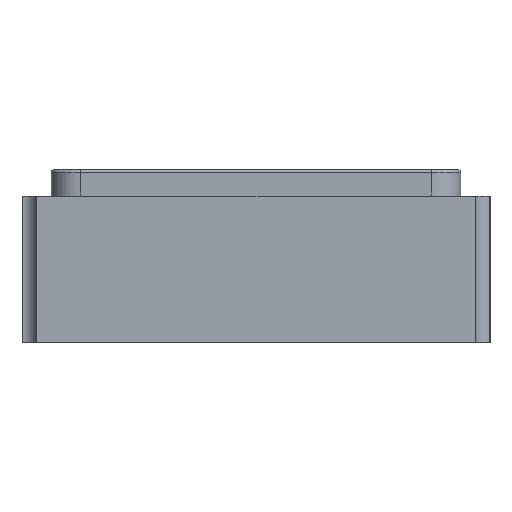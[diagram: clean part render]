
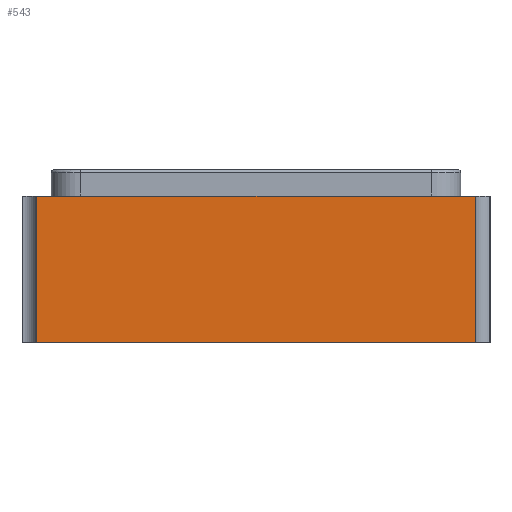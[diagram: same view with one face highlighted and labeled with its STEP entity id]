
A CAD part, left-side view. The second image highlights one B-rep face of the part: STEP entity #543.
In plain terms, the highlighted planar face has unit normal (-1, 0, 0).
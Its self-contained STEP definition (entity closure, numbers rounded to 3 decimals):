
#194 = VERTEX_POINT('',#195);
#195 = CARTESIAN_POINT('',(-1.,-0.75,0.02));
#202 = EDGE_CURVE('',#194,#203,#205,.T.);
#203 = VERTEX_POINT('',#204);
#204 = CARTESIAN_POINT('',(-1.,0.75,0.02));
#205 = LINE('',#206,#207);
#206 = CARTESIAN_POINT('',(-1.,-0.75,0.02));
#207 = VECTOR('',#208,1.);
#208 = DIRECTION('',(0.,1.,0.));
#335 = VERTEX_POINT('',#336);
#336 = CARTESIAN_POINT('',(-1.,0.75,0.52));
#343 = EDGE_CURVE('',#335,#344,#346,.T.);
#344 = VERTEX_POINT('',#345);
#345 = CARTESIAN_POINT('',(-1.,-0.75,0.52));
#346 = LINE('',#347,#348);
#347 = CARTESIAN_POINT('',(-1.,0.8,0.52));
#348 = VECTOR('',#349,1.);
#349 = DIRECTION('',(0.,-1.,0.));
#531 = EDGE_CURVE('',#194,#344,#532,.T.);
#532 = LINE('',#533,#534);
#533 = CARTESIAN_POINT('',(-1.,-0.75,0.52));
#534 = VECTOR('',#535,1.);
#535 = DIRECTION('',(0.,0.,1.));
#543 = ADVANCED_FACE('',(#544),#555,.F.);
#544 = FACE_BOUND('',#545,.T.);
#545 = EDGE_LOOP('',(#546,#547,#548,#554));
#546 = ORIENTED_EDGE('',*,*,#531,.T.);
#547 = ORIENTED_EDGE('',*,*,#343,.F.);
#548 = ORIENTED_EDGE('',*,*,#549,.F.);
#549 = EDGE_CURVE('',#203,#335,#550,.T.);
#550 = LINE('',#551,#552);
#551 = CARTESIAN_POINT('',(-1.,0.75,0.52));
#552 = VECTOR('',#553,1.);
#553 = DIRECTION('',(0.,0.,1.));
#554 = ORIENTED_EDGE('',*,*,#202,.F.);
#555 = PLANE('',#556);
#556 = AXIS2_PLACEMENT_3D('',#557,#558,#559);
#557 = CARTESIAN_POINT('',(-1.,-0.75,0.52));
#558 = DIRECTION('',(1.,0.,0.));
#559 = DIRECTION('',(0.,0.,-1.));
